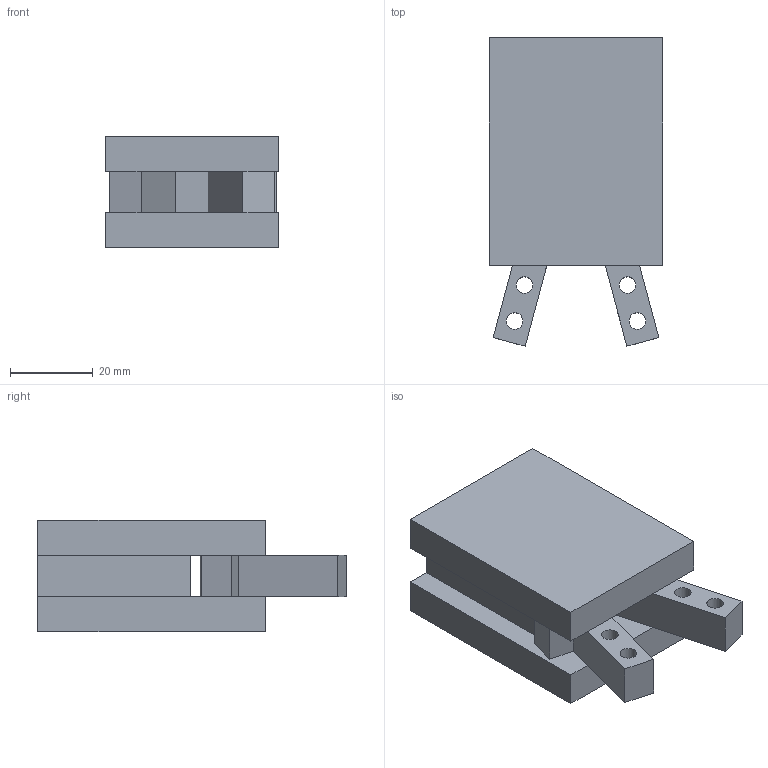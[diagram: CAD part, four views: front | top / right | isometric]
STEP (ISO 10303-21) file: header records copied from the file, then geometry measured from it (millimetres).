
FILE_DESCRIPTION(/* description */ (''),/* implementation_level */ '2;1');
FILE_NAME(/* name */ '31sj2.stp',/* time_stamp */ '2019-05-31T10:16:27+08:00',/* author */ (''),/* organization */ (''),/* preprocessor_version */ 'ST-DEVELOPER v16',/* originating_system */ 'SIEMENS PLM Software NX 10.0',/* authorisation */ '');
FILE_SCHEMA (('CONFIG_CONTROL_DESIGN'));
Length unit declared in the file: millimetre
Products named in the file (1): _model1
Bounding box: 42 x 74.5 x 27 mm (x, y, z)
Volume: 55357.9 mm3; surface area: 15306.9 mm2
Topology: 3 solids, 3 shells, 34 faces, 84 edges, 56 vertices
Faces by surface type: plane 30, cylinder 4
Full cylindrical faces by diameter (mm): 4 x4
Entity records: 1072 total; most frequent: CARTESIAN_POINT 171, ORIENTED_EDGE 160, DIRECTION 158, EDGE_CURVE 80, LINE 72, VECTOR 72, VERTEX_POINT 56, EDGE_LOOP 46
